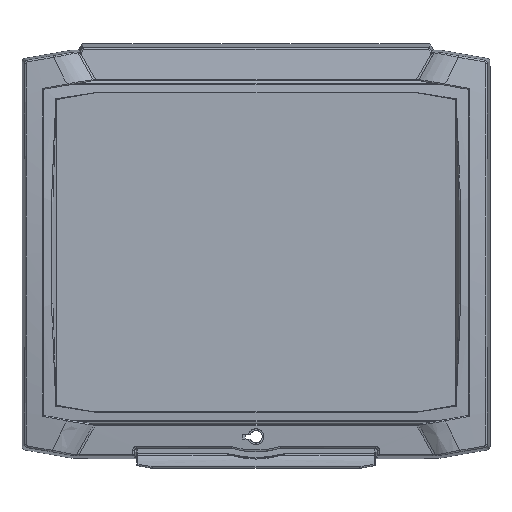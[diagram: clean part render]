
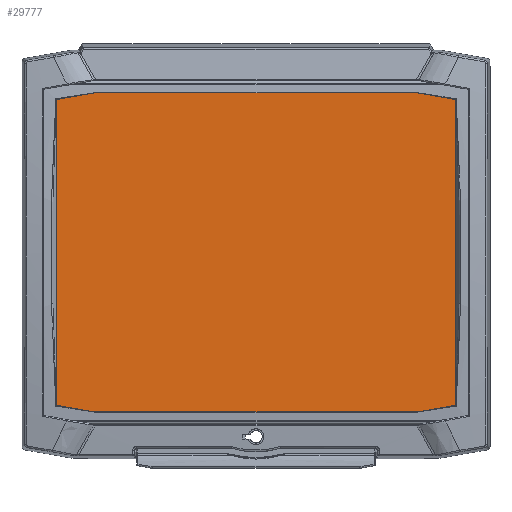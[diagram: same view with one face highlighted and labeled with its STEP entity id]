
A CAD part, top view. The second image highlights one B-rep face of the part: STEP entity #29777.
In plain terms, the highlighted planar face has unit normal (0, 0, 1).
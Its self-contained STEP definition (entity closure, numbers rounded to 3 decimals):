
#461=PLANE('',#31984);
#1590=LINE('',#62787,#4305);
#1595=LINE('',#62830,#4310);
#1649=LINE('',#64737,#4364);
#1650=LINE('',#64816,#4365);
#1653=LINE('',#64910,#4368);
#1654=LINE('',#64989,#4369);
#1657=LINE('',#64997,#4372);
#1658=LINE('',#64998,#4373);
#4305=VECTOR('',#35835,172.418);
#4310=VECTOR('',#35848,172.418);
#4364=VECTOR('',#36162,21.832);
#4365=VECTOR('',#36171,21.832);
#4368=VECTOR('',#36180,21.832);
#4369=VECTOR('',#36189,21.832);
#4372=VECTOR('',#36202,182.);
#4373=VECTOR('',#36203,182.);
#7889=FACE_OUTER_BOUND('',#9659,.T.);
#9659=EDGE_LOOP('',(#22062,#22063,#22064,#22065,#22066,#22067,#22068,#22069));
#12998=VERTEX_POINT('',#62784);
#12999=VERTEX_POINT('',#62786);
#13006=VERTEX_POINT('',#62827);
#13007=VERTEX_POINT('',#62829);
#13110=VERTEX_POINT('',#64735);
#13112=VERTEX_POINT('',#64815);
#13114=VERTEX_POINT('',#64908);
#13116=VERTEX_POINT('',#64988);
#16242=EDGE_CURVE('',#12998,#12999,#1590,.T.);
#16251=EDGE_CURVE('',#13006,#13007,#1595,.T.);
#16413=EDGE_CURVE('',#13110,#12998,#1649,.T.);
#16417=EDGE_CURVE('',#12999,#13112,#1650,.T.);
#16423=EDGE_CURVE('',#13114,#13006,#1653,.T.);
#16427=EDGE_CURVE('',#13007,#13116,#1654,.T.);
#16430=EDGE_CURVE('',#13116,#13110,#1657,.T.);
#16431=EDGE_CURVE('',#13112,#13114,#1658,.T.);
#22062=ORIENTED_EDGE('',*,*,#16242,.F.);
#22063=ORIENTED_EDGE('',*,*,#16413,.F.);
#22064=ORIENTED_EDGE('',*,*,#16430,.F.);
#22065=ORIENTED_EDGE('',*,*,#16427,.F.);
#22066=ORIENTED_EDGE('',*,*,#16251,.F.);
#22067=ORIENTED_EDGE('',*,*,#16423,.F.);
#22068=ORIENTED_EDGE('',*,*,#16431,.F.);
#22069=ORIENTED_EDGE('',*,*,#16417,.F.);
#29777=ADVANCED_FACE('',(#7889),#461,.T.);
#31984=AXIS2_PLACEMENT_3D('',#64996,#36200,#36201);
#35835=DIRECTION('',(0.,-1.,0.));
#35848=DIRECTION('',(0.,1.,0.));
#36162=DIRECTION('',(0.985,-0.174,0.));
#36171=DIRECTION('',(-0.985,-0.174,0.));
#36180=DIRECTION('',(-0.985,0.174,0.));
#36189=DIRECTION('',(0.985,0.174,0.));
#36200=DIRECTION('center_axis',(0.,0.,1.));
#36201=DIRECTION('ref_axis',(1.,0.,0.));
#36202=DIRECTION('',(1.,0.,0.));
#36203=DIRECTION('',(-1.,0.,0.));
#62784=CARTESIAN_POINT('',(112.5,86.209,9.2));
#62786=CARTESIAN_POINT('',(112.5,-86.209,9.2));
#62787=CARTESIAN_POINT('',(112.5,86.209,9.2));
#62827=CARTESIAN_POINT('',(-112.5,-86.209,9.2));
#62829=CARTESIAN_POINT('',(-112.5,86.209,9.2));
#62830=CARTESIAN_POINT('',(-112.5,-86.209,9.2));
#64735=CARTESIAN_POINT('',(91.,90.,9.2));
#64737=CARTESIAN_POINT('',(91.,90.,9.2));
#64815=CARTESIAN_POINT('',(91.,-90.,9.2));
#64816=CARTESIAN_POINT('',(112.5,-86.209,9.2));
#64908=CARTESIAN_POINT('',(-91.,-90.,9.2));
#64910=CARTESIAN_POINT('',(-91.,-90.,9.2));
#64988=CARTESIAN_POINT('',(-91.,90.,9.2));
#64989=CARTESIAN_POINT('',(-112.5,86.209,9.2));
#64996=CARTESIAN_POINT('Origin',(0.,0.,9.2));
#64997=CARTESIAN_POINT('',(-91.,90.,9.2));
#64998=CARTESIAN_POINT('',(91.,-90.,9.2));
